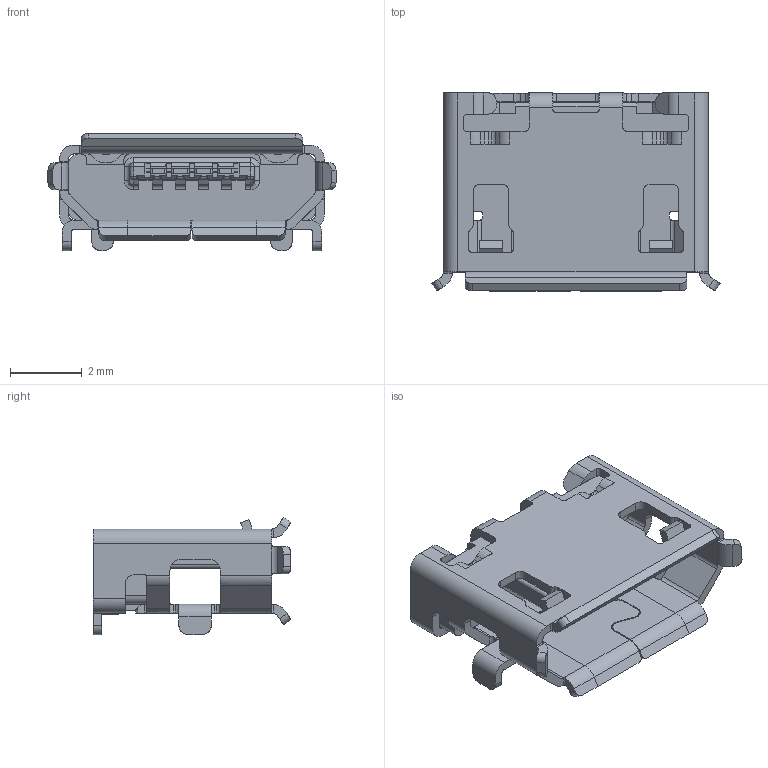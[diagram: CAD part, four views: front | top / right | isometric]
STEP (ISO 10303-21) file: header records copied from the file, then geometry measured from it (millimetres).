
FILE_DESCRIPTION(('FreeCAD Model'),'2;1');
FILE_NAME('_0118194_0001LF014_cp.step', '2021-07-07T09:31:18',('kicad StepUp'),('ksu MCAD'), 'Open CASCADE STEP processor 7.3','FreeCAD','Unknown');
FILE_SCHEMA(('AUTOMOTIVE_DESIGN { 1 0 10303 214 1 1 1 1 }'));
Length unit declared in the file: millimetre
Products named in the file (1): _0118194_0001LF014_cp
Bounding box: 8.05 x 5.53 x 3.27 mm (x, y, z)
Volume: 40.4 mm3; surface area: 300.2 mm2
Topology: 14 solids, 14 shells, 771 faces, 2187 edges, 1438 vertices
Faces by surface type: plane 473, cylinder 262, bspline 28, cone 8
Entity records: 32522 total; most frequent: CARTESIAN_POINT 8887, ORIENTED_EDGE 4370, DIRECTION 2885, EDGE_CURVE 2185, VERTEX_POINT 1438, LINE 1159, VECTOR 1159, B_SPLINE_CURVE_WITH_KNOTS 900
